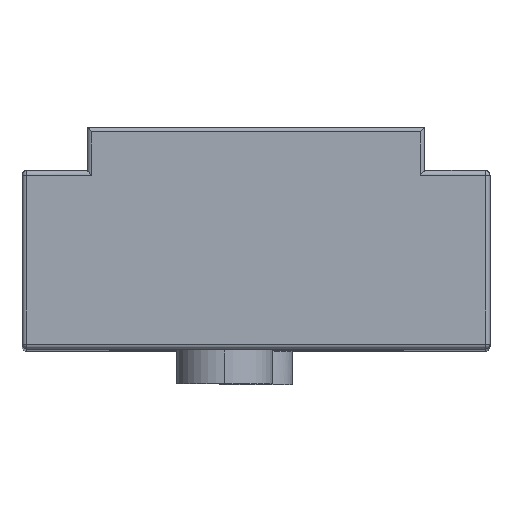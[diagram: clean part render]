
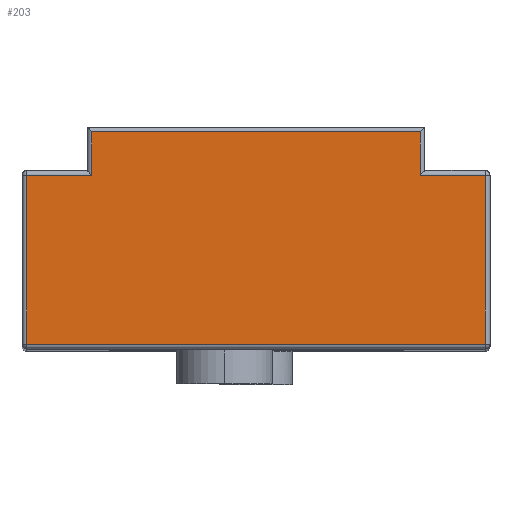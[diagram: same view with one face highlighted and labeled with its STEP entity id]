
A CAD part, top view. The second image highlights one B-rep face of the part: STEP entity #203.
In plain terms, the highlighted planar face has unit normal (0, 0, 1).
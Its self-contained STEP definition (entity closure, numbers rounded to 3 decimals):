
#2 = LINE ( 'NONE', #1134, #1486 ) ;
#12 = VECTOR ( 'NONE', #1043, 1000. ) ;
#25 = LINE ( 'NONE', #1819, #596 ) ;
#84 = CARTESIAN_POINT ( 'NONE',  ( 3.4, 0., 0. ) ) ;
#141 = ORIENTED_EDGE ( 'NONE', *, *, #908, .T. ) ;
#172 = VECTOR ( 'NONE', #755, 1000. ) ;
#185 = LINE ( 'NONE', #719, #1513 ) ;
#203 = ADVANCED_FACE ( 'NONE', ( #1032 ), #2173, .T. ) ;
#233 = VERTEX_POINT ( 'NONE', #980 ) ;
#235 = EDGE_CURVE ( 'NONE', #233, #939, #25, .T. ) ;
#333 = CARTESIAN_POINT ( 'NONE',  ( 0., -2.2, 0. ) ) ;
#392 = EDGE_CURVE ( 'NONE', #2004, #1224, #2135, .T. ) ;
#470 = VERTEX_POINT ( 'NONE', #2082 ) ;
#516 = VECTOR ( 'NONE', #518, 1000. ) ;
#518 = DIRECTION ( 'NONE',  ( 0., 1., 0. ) ) ;
#563 = EDGE_CURVE ( 'NONE', #1764, #233, #1082, .T. ) ;
#596 = VECTOR ( 'NONE', #1658, 1000. ) ;
#599 = CARTESIAN_POINT ( 'NONE',  ( 0., 1.3, 0. ) ) ;
#601 = ORIENTED_EDGE ( 'NONE', *, *, #623, .T. ) ;
#623 = EDGE_CURVE ( 'NONE', #1420, #1368, #1527, .T. ) ;
#647 = CARTESIAN_POINT ( 'NONE',  ( -3.4, 1.3, 0. ) ) ;
#719 = CARTESIAN_POINT ( 'NONE',  ( -4.75, 0., 0. ) ) ;
#755 = DIRECTION ( 'NONE',  ( 0., -1., 0. ) ) ;
#798 = VECTOR ( 'NONE', #1624, 1000. ) ;
#813 = DIRECTION ( 'NONE',  ( 1., 0., 0. ) ) ;
#830 = ORIENTED_EDGE ( 'NONE', *, *, #235, .T. ) ;
#832 = CARTESIAN_POINT ( 'NONE',  ( -3.4, 0., 0. ) ) ;
#837 = CARTESIAN_POINT ( 'NONE',  ( -4.75, -2.2, 0. ) ) ;
#892 = LINE ( 'NONE', #832, #172 ) ;
#908 = EDGE_CURVE ( 'NONE', #470, #1764, #2, .T. ) ;
#919 = ORIENTED_EDGE ( 'NONE', *, *, #1245, .T. ) ;
#939 = VERTEX_POINT ( 'NONE', #1970 ) ;
#980 = CARTESIAN_POINT ( 'NONE',  ( 3.4, 2.2, 0. ) ) ;
#1032 = FACE_OUTER_BOUND ( 'NONE', #2114, .T. ) ;
#1043 = DIRECTION ( 'NONE',  ( -1., 0., 0. ) ) ;
#1073 = EDGE_CURVE ( 'NONE', #939, #2004, #892, .T. ) ;
#1082 = LINE ( 'NONE', #84, #516 ) ;
#1134 = CARTESIAN_POINT ( 'NONE',  ( 0., 1.3, 0. ) ) ;
#1219 = ORIENTED_EDGE ( 'NONE', *, *, #1073, .T. ) ;
#1224 = VERTEX_POINT ( 'NONE', #1797 ) ;
#1245 = EDGE_CURVE ( 'NONE', #1368, #470, #2152, .T. ) ;
#1264 = CARTESIAN_POINT ( 'NONE',  ( 0., 0., 0. ) ) ;
#1323 = VECTOR ( 'NONE', #1886, 1000. ) ;
#1330 = DIRECTION ( 'NONE',  ( 0., 0., 1. ) ) ;
#1368 = VERTEX_POINT ( 'NONE', #1868 ) ;
#1420 = VERTEX_POINT ( 'NONE', #837 ) ;
#1450 = ORIENTED_EDGE ( 'NONE', *, *, #392, .T. ) ;
#1486 = VECTOR ( 'NONE', #1861, 1000. ) ;
#1513 = VECTOR ( 'NONE', #2147, 1000. ) ;
#1527 = LINE ( 'NONE', #333, #1323 ) ;
#1624 = DIRECTION ( 'NONE',  ( 0., 1., 0. ) ) ;
#1658 = DIRECTION ( 'NONE',  ( -1., 0., 0. ) ) ;
#1729 = CARTESIAN_POINT ( 'NONE',  ( 4.75, 0., 0. ) ) ;
#1739 = ORIENTED_EDGE ( 'NONE', *, *, #1940, .T. ) ;
#1764 = VERTEX_POINT ( 'NONE', #2079 ) ;
#1793 = AXIS2_PLACEMENT_3D ( 'NONE', #1264, #1330, #813 ) ;
#1797 = CARTESIAN_POINT ( 'NONE',  ( -4.75, 1.3, 0. ) ) ;
#1819 = CARTESIAN_POINT ( 'NONE',  ( 0., 2.2, 0. ) ) ;
#1861 = DIRECTION ( 'NONE',  ( -1., 0., 0. ) ) ;
#1868 = CARTESIAN_POINT ( 'NONE',  ( 4.75, -2.2, 0. ) ) ;
#1886 = DIRECTION ( 'NONE',  ( 1., 0., 0. ) ) ;
#1940 = EDGE_CURVE ( 'NONE', #1224, #1420, #185, .T. ) ;
#1970 = CARTESIAN_POINT ( 'NONE',  ( -3.4, 2.2, 0. ) ) ;
#2004 = VERTEX_POINT ( 'NONE', #647 ) ;
#2079 = CARTESIAN_POINT ( 'NONE',  ( 3.4, 1.3, 0. ) ) ;
#2082 = CARTESIAN_POINT ( 'NONE',  ( 4.75, 1.3, 0. ) ) ;
#2114 = EDGE_LOOP ( 'NONE', ( #1739, #601, #919, #141, #2174, #830, #1219, #1450 ) ) ;
#2135 = LINE ( 'NONE', #599, #12 ) ;
#2147 = DIRECTION ( 'NONE',  ( 0., -1., 0. ) ) ;
#2152 = LINE ( 'NONE', #1729, #798 ) ;
#2173 = PLANE ( 'NONE',  #1793 ) ;
#2174 = ORIENTED_EDGE ( 'NONE', *, *, #563, .T. ) ;
